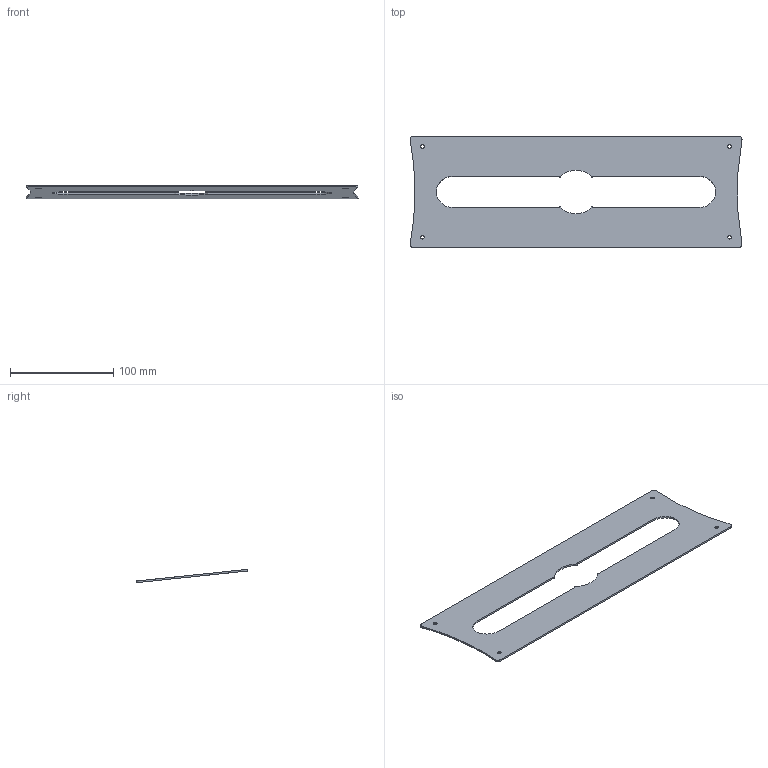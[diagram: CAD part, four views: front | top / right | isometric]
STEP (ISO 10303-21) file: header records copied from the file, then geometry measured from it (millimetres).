
FILE_DESCRIPTION(('HOOPS Exchange Step'),'2;1');
FILE_NAME('export-AF1C0EB7-7414-4A0E-B056-B66632995078.stp','2021-10-10T18:38:48-04:00',('xyz'),('Alibre'),'HOOPS Exchange 2021.0','Alibre','Unknown authorisation');
FILE_SCHEMA( ('AP242_MANAGED_MODEL_BASED_3D_ENGINEERING_MIM_LF {1 0 10303 442 1 1 4 }') );
Length unit declared in the file: millimetre
Products named in the file (1): cf-accent-1.6mm
Bounding box: 321.49 x 107.93 x 12.92 mm (x, y, z)
Volume: 41367.2 mm3; surface area: 54118.3 mm2
Topology: 1 solids, 1 shells, 36 faces, 102 edges, 68 vertices
Faces by surface type: cylinder 24, plane 8, cone 4
Full cylindrical faces by diameter (mm): 3.4 x4
Entity records: 1252 total; most frequent: DIRECTION 234, CARTESIAN_POINT 208, ORIENTED_EDGE 204, EDGE_CURVE 102, AXIS2_PLACEMENT_3D 94, VERTEX_POINT 68, CIRCLE 56, VECTOR 46
